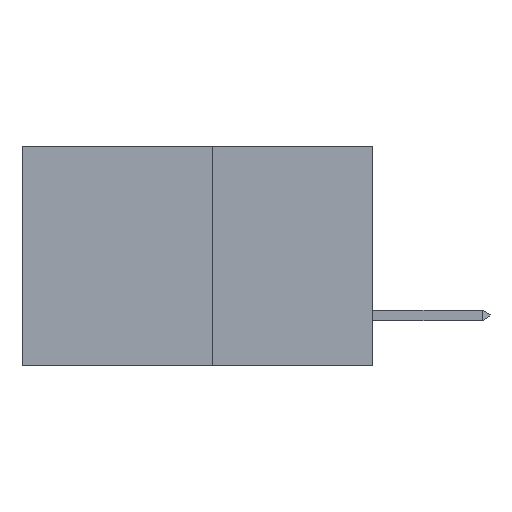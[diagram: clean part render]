
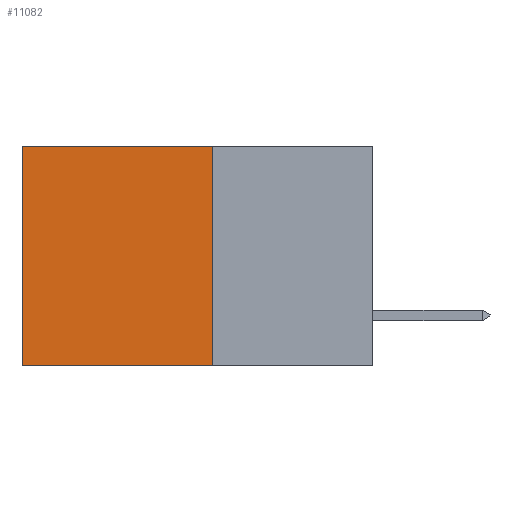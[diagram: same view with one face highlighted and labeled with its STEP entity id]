
A CAD part, left-side view. The second image highlights one B-rep face of the part: STEP entity #11082.
In plain terms, the highlighted planar face has unit normal (-1, 0, 0).
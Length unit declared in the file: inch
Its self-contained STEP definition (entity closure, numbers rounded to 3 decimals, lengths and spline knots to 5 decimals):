
#1369 = LINE ( 'NONE', #9074, #24590 ) ;
#2033 = VERTEX_POINT ( 'NONE', #8240 ) ;
#2406 = DIRECTION ( 'NONE',  ( 0., 0., -1. ) ) ;
#4574 = CARTESIAN_POINT ( 'NONE',  ( 0.277, 0.27, -0.37 ) ) ;
#5113 = LINE ( 'NONE', #23614, #21644 ) ;
#6309 = CARTESIAN_POINT ( 'NONE',  ( 0.277, 0.59, 0. ) ) ;
#8044 = ORIENTED_EDGE ( 'NONE', *, *, #10364, .T. ) ;
#8240 = CARTESIAN_POINT ( 'NONE',  ( 0.277, 0.59, -0.37 ) ) ;
#9074 = CARTESIAN_POINT ( 'NONE',  ( 0.277, 0.27, 0. ) ) ;
#9992 = VERTEX_POINT ( 'NONE', #13493 ) ;
#10364 = EDGE_CURVE ( 'NONE', #14675, #19597, #1369, .T. ) ;
#11082 = ADVANCED_FACE ( 'NONE', ( #11590 ), #13670, .F. ) ;
#11103 = AXIS2_PLACEMENT_3D ( 'NONE', #4574, #15898, #2406 ) ;
#11437 = EDGE_CURVE ( 'NONE', #19597, #2033, #24882, .T. ) ;
#11566 = ORIENTED_EDGE ( 'NONE', *, *, #27678, .F. ) ;
#11590 = FACE_OUTER_BOUND ( 'NONE', #23641, .T. ) ;
#12985 = VECTOR ( 'NONE', #23846, 39.37008 ) ;
#13493 = CARTESIAN_POINT ( 'NONE',  ( 0.277, 0.27, -0.37 ) ) ;
#13670 = PLANE ( 'NONE',  #11103 ) ;
#14675 = VERTEX_POINT ( 'NONE', #27433 ) ;
#15577 = LINE ( 'NONE', #16984, #21553 ) ;
#15898 = DIRECTION ( 'NONE',  ( 1., 0., 0. ) ) ;
#16984 = CARTESIAN_POINT ( 'NONE',  ( 0.277, 0.27, -0.37 ) ) ;
#19597 = VERTEX_POINT ( 'NONE', #6309 ) ;
#21553 = VECTOR ( 'NONE', #28181, 39.37008 ) ;
#21591 = CARTESIAN_POINT ( 'NONE',  ( 0.277, 0.59, -0.37 ) ) ;
#21644 = VECTOR ( 'NONE', #25887, 39.37008 ) ;
#22588 = ORIENTED_EDGE ( 'NONE', *, *, #26352, .F. ) ;
#23614 = CARTESIAN_POINT ( 'NONE',  ( 0.277, 0.27, -0.37 ) ) ;
#23641 = EDGE_LOOP ( 'NONE', ( #24989, #22588, #11566, #8044 ) ) ;
#23846 = DIRECTION ( 'NONE',  ( 0., 0., -1. ) ) ;
#24590 = VECTOR ( 'NONE', #27037, 39.37008 ) ;
#24882 = LINE ( 'NONE', #21591, #12985 ) ;
#24989 = ORIENTED_EDGE ( 'NONE', *, *, #11437, .T. ) ;
#25887 = DIRECTION ( 'NONE',  ( 0., 1., 0. ) ) ;
#26352 = EDGE_CURVE ( 'NONE', #9992, #2033, #5113, .T. ) ;
#27037 = DIRECTION ( 'NONE',  ( 0., 1., 0. ) ) ;
#27433 = CARTESIAN_POINT ( 'NONE',  ( 0.277, 0.27, 0. ) ) ;
#27678 = EDGE_CURVE ( 'NONE', #14675, #9992, #15577, .T. ) ;
#28181 = DIRECTION ( 'NONE',  ( 0., 0., -1. ) ) ;
